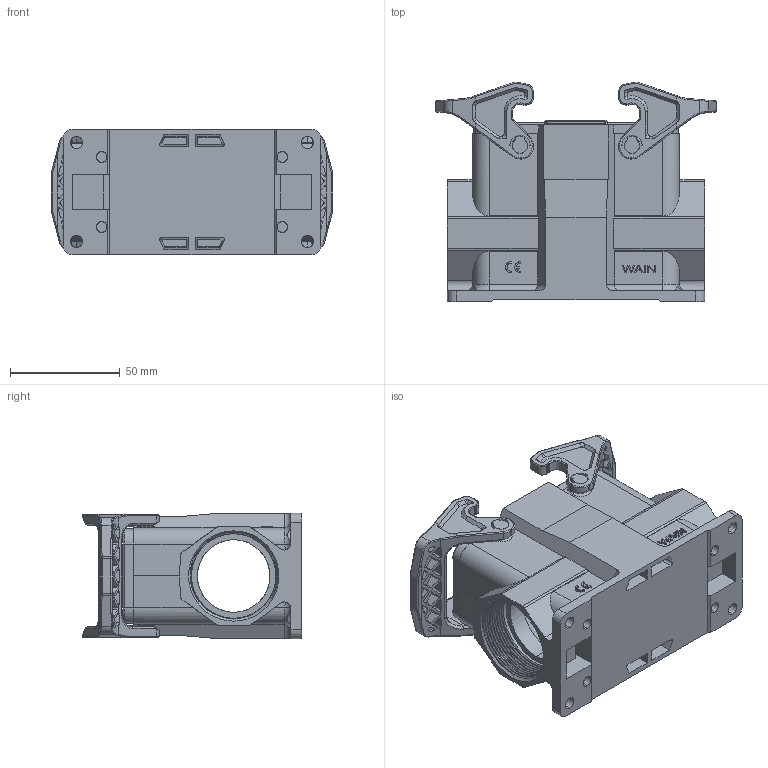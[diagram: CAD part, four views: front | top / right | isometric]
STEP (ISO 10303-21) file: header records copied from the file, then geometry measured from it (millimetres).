
FILE_DESCRIPTION((''),'2;1');
FILE_NAME('H16B_P-SFH-2L-2M40_SW0001','2024-01-17T',('yp.zhu'),(''),'PRO/ENGINEER BY PARAMETRIC TECHNOLOGY CORPORATION, 2012480','PRO/ENGINEER BY PARAMETRIC TECHNOLOGY CORPORATION, 2012480','');
FILE_SCHEMA(('CONFIG_CONTROL_DESIGN'));
Products named in the file (1): H16B_P-SFH-2L-2M40_SW0001
Bounding box: 128 x 99.91 x 57 mm (x, y, z)
Volume: 159779.2 mm3; surface area: 86121.6 mm2
Topology: 3 solids, 3 shells, 1464 faces, 4103 edges, 2695 vertices
Faces by surface type: plane 597, cylinder 569, bspline 132, torus 72, cone 64, extrusion 30
Entity records: 81996 total; most frequent: CARTESIAN_POINT 46837, ORIENTED_EDGE 8190, DIRECTION 6015, EDGE_CURVE 4095, VERTEX_POINT 2695, VECTOR 2087, LINE 2057, AXIS2_PLACEMENT_3D 1964
